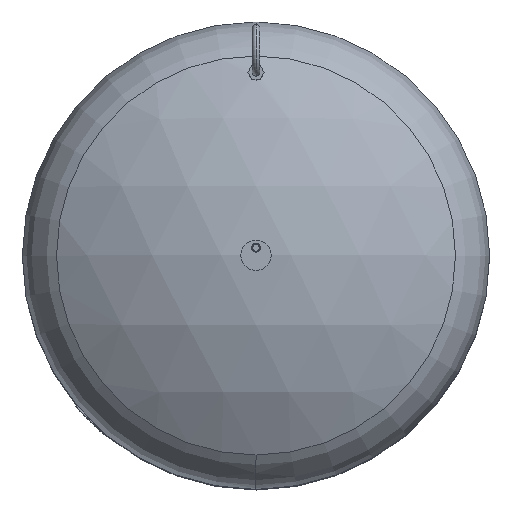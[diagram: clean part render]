
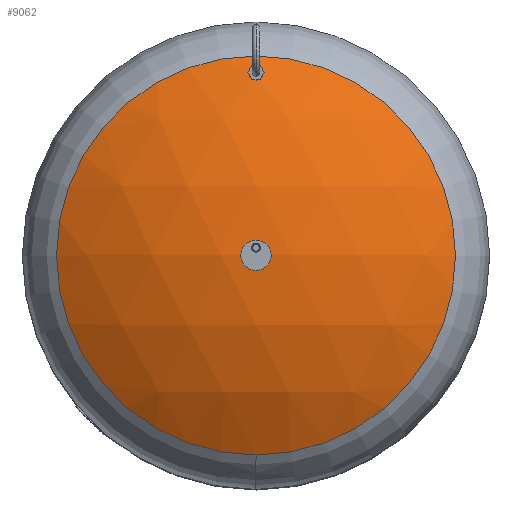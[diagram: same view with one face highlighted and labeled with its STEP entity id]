
A CAD part, top view. The second image highlights one B-rep face of the part: STEP entity #9062.
In plain terms, the highlighted spherical face has radius 594 mm.
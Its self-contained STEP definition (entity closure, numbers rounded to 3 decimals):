
#8861=CARTESIAN_POINT('',(0.,-315.931,1129.014));
#8862=VERTEX_POINT('',#8861);
#8878=CARTESIAN_POINT('',(0.,315.931,1129.014));
#8879=VERTEX_POINT('',#8878);
#8887=CARTESIAN_POINT('',(315.931,0.,1129.014));
#8888=VERTEX_POINT('',#8887);
#8889=CARTESIAN_POINT('',(0.,0.,1129.014));
#8890=DIRECTION('',(0.0,0.0,-1.0));
#8891=DIRECTION('',(1.0,0.0,0.0));
#8892=AXIS2_PLACEMENT_3D('',#8889,#8890,#8891);
#8893=CIRCLE('',#8892,315.931);
#8894=EDGE_CURVE('',#8879,#8888,#8893,.T.);
#8896=CARTESIAN_POINT('',(0.,0.,1129.014));
#8897=DIRECTION('',(0.0,0.0,-1.0));
#8898=DIRECTION('',(1.0,0.0,0.0));
#8899=AXIS2_PLACEMENT_3D('',#8896,#8897,#8898);
#8900=CIRCLE('',#8899,315.931);
#8901=EDGE_CURVE('',#8888,#8862,#8900,.T.);
#8913=CARTESIAN_POINT('',(0.,300.65,1138.294));
#8914=VERTEX_POINT('',#8913);
#8930=CARTESIAN_POINT('',(0.,279.35,1150.213));
#8931=VERTEX_POINT('',#8930);
#8938=CARTESIAN_POINT('',(0.,300.65,1138.294));
#8939=CARTESIAN_POINT('',(0.665,300.65,1138.294));
#8940=CARTESIAN_POINT('',(1.348,300.587,1138.33));
#8941=CARTESIAN_POINT('',(2.7,300.325,1138.478));
#8942=CARTESIAN_POINT('',(3.368,300.127,1138.591));
#8943=CARTESIAN_POINT('',(4.642,299.61,1138.883));
#8944=CARTESIAN_POINT('',(5.249,299.29,1139.063));
#8945=CARTESIAN_POINT('',(6.366,298.564,1139.474));
#8946=CARTESIAN_POINT('',(6.875,298.157,1139.704));
#8947=CARTESIAN_POINT('',(7.848,297.235,1140.224));
#8948=CARTESIAN_POINT('',(8.329,296.677,1140.538));
#8949=CARTESIAN_POINT('',(9.168,295.47,1141.219));
#8950=CARTESIAN_POINT('',(9.525,294.82,1141.584));
#8951=CARTESIAN_POINT('',(10.095,293.472,1142.342));
#8952=CARTESIAN_POINT('',(10.307,292.773,1142.734));
#8953=CARTESIAN_POINT('',(10.585,291.375,1143.519));
#8954=CARTESIAN_POINT('',(10.65,290.675,1143.911));
#8955=CARTESIAN_POINT('',(10.65,289.327,1144.665));
#8956=CARTESIAN_POINT('',(10.585,288.628,1145.055));
#8957=CARTESIAN_POINT('',(10.308,287.231,1145.836));
#8958=CARTESIAN_POINT('',(10.096,286.532,1146.225));
#8959=CARTESIAN_POINT('',(9.527,285.185,1146.976));
#8960=CARTESIAN_POINT('',(9.17,284.535,1147.337));
#8961=CARTESIAN_POINT('',(8.333,283.327,1148.009));
#8962=CARTESIAN_POINT('',(7.852,282.769,1148.319));
#8963=CARTESIAN_POINT('',(6.879,281.846,1148.831));
#8964=CARTESIAN_POINT('',(6.369,281.438,1149.057));
#8965=CARTESIAN_POINT('',(5.251,280.71,1149.46));
#8966=CARTESIAN_POINT('',(4.643,280.391,1149.637));
#8967=CARTESIAN_POINT('',(3.369,279.873,1149.924));
#8968=CARTESIAN_POINT('',(2.7,279.675,1150.034));
#8969=CARTESIAN_POINT('',(1.348,279.413,1150.178));
#8970=CARTESIAN_POINT('',(0.664,279.35,1150.213));
#8971=CARTESIAN_POINT('',(0.,279.35,1150.213));
#8972=B_SPLINE_CURVE_WITH_KNOTS('',3,(#8938,#8939,#8940,#8941,#8942,#8943,#8944,#8945,#8946,#8947,#8948,#8949,#8950,#8951,#8952,#8953,#8954,#8955,#8956,#8957,#8958,#8959,#8960,#8961,#8962,#8963,#8964,#8965,#8966,#8967,#8968,#8969,#8970,#8971),.UNSPECIFIED.,.F.,.U.,(4,2,2,2,2,2,2,2,2,2,2,2,2,2,2,2,4),(0.0,1.994,3.987,5.981,7.974,10.293,12.612,14.931,17.25,19.564,21.878,24.192,26.506,28.499,30.492,32.484,34.477),.UNSPECIFIED.);
#8973=EDGE_CURVE('',#8914,#8931,#8972,.T.);
#8984=CARTESIAN_POINT('',(0.,279.35,1150.213));
#8985=CARTESIAN_POINT('',(-0.664,279.35,1150.213));
#8986=CARTESIAN_POINT('',(-1.348,279.413,1150.178));
#8987=CARTESIAN_POINT('',(-2.7,279.675,1150.034));
#8988=CARTESIAN_POINT('',(-3.369,279.873,1149.924));
#8989=CARTESIAN_POINT('',(-4.643,280.391,1149.637));
#8990=CARTESIAN_POINT('',(-5.251,280.71,1149.46));
#8991=CARTESIAN_POINT('',(-6.369,281.438,1149.057));
#8992=CARTESIAN_POINT('',(-6.879,281.846,1148.831));
#8993=CARTESIAN_POINT('',(-7.852,282.769,1148.319));
#8994=CARTESIAN_POINT('',(-8.333,283.327,1148.009));
#8995=CARTESIAN_POINT('',(-9.17,284.535,1147.337));
#8996=CARTESIAN_POINT('',(-9.527,285.185,1146.976));
#8997=CARTESIAN_POINT('',(-10.096,286.532,1146.225));
#8998=CARTESIAN_POINT('',(-10.308,287.231,1145.836));
#8999=CARTESIAN_POINT('',(-10.585,288.628,1145.055));
#9000=CARTESIAN_POINT('',(-10.65,289.327,1144.665));
#9001=CARTESIAN_POINT('',(-10.65,290.675,1143.911));
#9002=CARTESIAN_POINT('',(-10.585,291.375,1143.519));
#9003=CARTESIAN_POINT('',(-10.307,292.773,1142.734));
#9004=CARTESIAN_POINT('',(-10.095,293.472,1142.342));
#9005=CARTESIAN_POINT('',(-9.525,294.82,1141.584));
#9006=CARTESIAN_POINT('',(-9.168,295.47,1141.219));
#9007=CARTESIAN_POINT('',(-8.329,296.677,1140.538));
#9008=CARTESIAN_POINT('',(-7.848,297.235,1140.224));
#9009=CARTESIAN_POINT('',(-6.875,298.157,1139.704));
#9010=CARTESIAN_POINT('',(-6.366,298.564,1139.474));
#9011=CARTESIAN_POINT('',(-5.249,299.29,1139.063));
#9012=CARTESIAN_POINT('',(-4.642,299.61,1138.883));
#9013=CARTESIAN_POINT('',(-3.368,300.127,1138.591));
#9014=CARTESIAN_POINT('',(-2.7,300.325,1138.478));
#9015=CARTESIAN_POINT('',(-1.348,300.587,1138.33));
#9016=CARTESIAN_POINT('',(-0.665,300.65,1138.294));
#9017=CARTESIAN_POINT('',(0.,300.65,1138.294));
#9018=B_SPLINE_CURVE_WITH_KNOTS('',3,(#8984,#8985,#8986,#8987,#8988,#8989,#8990,#8991,#8992,#8993,#8994,#8995,#8996,#8997,#8998,#8999,#9000,#9001,#9002,#9003,#9004,#9005,#9006,#9007,#9008,#9009,#9010,#9011,#9012,#9013,#9014,#9015,#9016,#9017),.UNSPECIFIED.,.F.,.U.,(4,2,2,2,2,2,2,2,2,2,2,2,2,2,2,2,4),(34.477,36.47,38.463,40.456,42.449,44.763,47.077,49.391,51.705,54.024,56.343,58.662,60.981,62.974,64.968,66.961,68.955),.UNSPECIFIED.);
#9019=EDGE_CURVE('',#8931,#8914,#9018,.T.);
#9042=CARTESIAN_POINT('',(0.,0.,626.0));
#9043=DIRECTION('',(0.0,-1.0,0.0));
#9044=DIRECTION('',(-1.0,0.0,0.0));
#9045=AXIS2_PLACEMENT_3D('',#9042,#9043,#9044);
#9046=SPHERICAL_SURFACE('',#9045,594.0);
#9047=ORIENTED_EDGE('',*,*,#8973,.T.);
#9048=ORIENTED_EDGE('',*,*,#9019,.T.);
#9049=EDGE_LOOP('',(#9047,#9048));
#9050=FACE_OUTER_BOUND('',#9049,.T.);
#9051=ORIENTED_EDGE('',*,*,#8901,.F.);
#9052=ORIENTED_EDGE('',*,*,#8894,.F.);
#9053=CARTESIAN_POINT('',(0.,0.,1129.014));
#9054=DIRECTION('',(0.0,0.0,-1.0));
#9055=DIRECTION('',(1.0,0.0,0.0));
#9056=AXIS2_PLACEMENT_3D('',#9053,#9054,#9055);
#9057=CIRCLE('',#9056,315.931);
#9058=EDGE_CURVE('',#8862,#8879,#9057,.T.);
#9059=ORIENTED_EDGE('',*,*,#9058,.F.);
#9060=EDGE_LOOP('',(#9051,#9052,#9059));
#9061=FACE_BOUND('',#9060,.T.);
#9062=ADVANCED_FACE('',(#9050,#9061),#9046,.T.);
